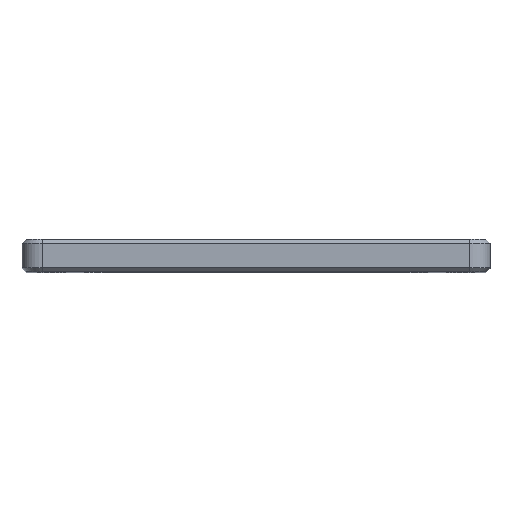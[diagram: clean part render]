
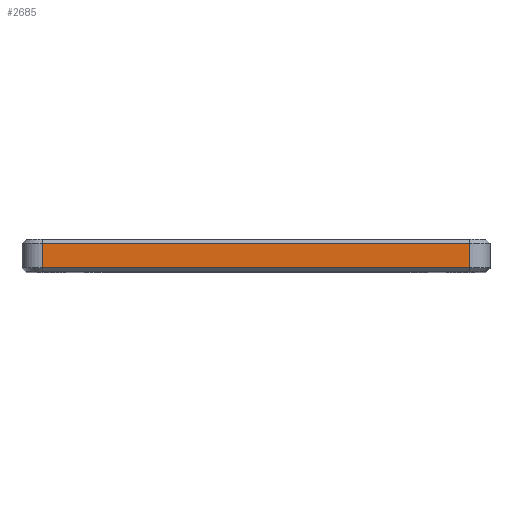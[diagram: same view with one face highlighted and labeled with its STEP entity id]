
A CAD part, top view. The second image highlights one B-rep face of the part: STEP entity #2685.
In plain terms, the highlighted planar face has unit normal (0, 0, 1).
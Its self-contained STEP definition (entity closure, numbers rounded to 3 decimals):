
#249=PLANE('',#2927);
#347=FACE_OUTER_BOUND('',#520,.T.);
#520=EDGE_LOOP('',(#2185,#2186,#2187,#2188));
#679=LINE('',#3546,#898);
#699=LINE('',#3602,#918);
#786=LINE('',#4189,#1005);
#792=LINE('',#4205,#1011);
#898=VECTOR('',#2972,10.);
#918=VECTOR('',#3028,10.);
#1005=VECTOR('',#3343,10.);
#1011=VECTOR('',#3369,10.);
#1114=VERTEX_POINT('',#3534);
#1118=VERTEX_POINT('',#3544);
#1136=VERTEX_POINT('',#3601);
#1282=VERTEX_POINT('',#4184);
#1379=EDGE_CURVE('',#1118,#1114,#679,.T.);
#1407=EDGE_CURVE('',#1114,#1136,#699,.T.);
#1605=EDGE_CURVE('',#1136,#1282,#786,.T.);
#1612=EDGE_CURVE('',#1282,#1118,#792,.T.);
#2185=ORIENTED_EDGE('',*,*,#1379,.F.);
#2186=ORIENTED_EDGE('',*,*,#1612,.F.);
#2187=ORIENTED_EDGE('',*,*,#1605,.F.);
#2188=ORIENTED_EDGE('',*,*,#1407,.F.);
#2685=ADVANCED_FACE('',(#347),#249,.T.);
#2927=AXIS2_PLACEMENT_3D('',#4204,#3367,#3368);
#2972=DIRECTION('',(1.,0.,0.));
#3028=DIRECTION('',(0.,-1.,0.));
#3343=DIRECTION('',(-1.,0.,0.));
#3367=DIRECTION('center_axis',(0.,0.,1.));
#3368=DIRECTION('ref_axis',(1.,0.,0.));
#3369=DIRECTION('',(0.,1.,0.));
#3534=CARTESIAN_POINT('',(109.3,7.,114.3));
#3544=CARTESIAN_POINT('',(5.,7.,114.3));
#3546=CARTESIAN_POINT('',(28.575,7.,114.3));
#3601=CARTESIAN_POINT('',(109.3,1.,114.3));
#3602=CARTESIAN_POINT('',(109.3,0.,114.3));
#4184=CARTESIAN_POINT('',(5.,1.,114.3));
#4189=CARTESIAN_POINT('',(28.575,1.,114.3));
#4204=CARTESIAN_POINT('Origin',(0.,0.,114.3));
#4205=CARTESIAN_POINT('',(5.,0.,114.3));
